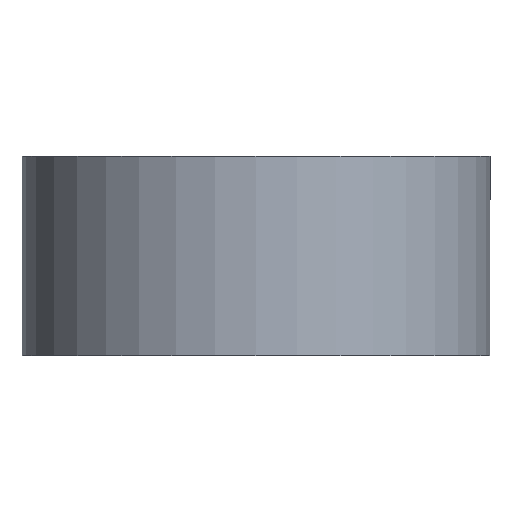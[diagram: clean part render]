
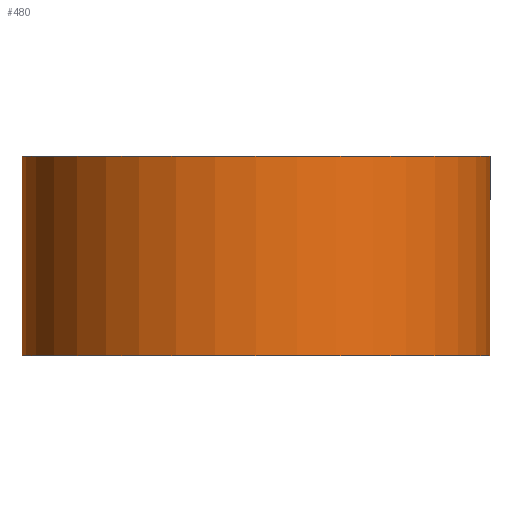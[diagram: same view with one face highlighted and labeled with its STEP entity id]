
A CAD part, left-side view. The second image highlights one B-rep face of the part: STEP entity #480.
In plain terms, the highlighted cylindrical face has radius 8.45 mm (diameter 16.9 mm), a partial arc.
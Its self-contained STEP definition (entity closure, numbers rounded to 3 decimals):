
#49=FACE_OUTER_BOUND('',#80,.T.);
#80=EDGE_LOOP('',(#365,#366,#367,#368));
#125=LINE('',#742,#175);
#129=LINE('',#750,#179);
#175=VECTOR('',#595,10.);
#179=VECTOR('',#601,10.);
#212=CIRCLE('',#521,8.45);
#215=CIRCLE('',#527,8.45);
#231=VERTEX_POINT('',#711);
#232=VERTEX_POINT('',#713);
#244=VERTEX_POINT('',#741);
#247=VERTEX_POINT('',#749);
#276=EDGE_CURVE('',#231,#232,#212,.T.);
#290=EDGE_CURVE('',#244,#232,#125,.T.);
#294=EDGE_CURVE('',#231,#247,#129,.T.);
#295=EDGE_CURVE('',#244,#247,#215,.T.);
#365=ORIENTED_EDGE('',*,*,#276,.F.);
#366=ORIENTED_EDGE('',*,*,#294,.T.);
#367=ORIENTED_EDGE('',*,*,#295,.F.);
#368=ORIENTED_EDGE('',*,*,#290,.T.);
#469=CYLINDRICAL_SURFACE('',#526,8.45);
#480=ADVANCED_FACE('',(#49),#469,.T.);
#521=AXIS2_PLACEMENT_3D('',#714,#574,#575);
#526=AXIS2_PLACEMENT_3D('',#748,#599,#600);
#527=AXIS2_PLACEMENT_3D('',#751,#602,#603);
#574=DIRECTION('center_axis',(0.,0.,-1.));
#575=DIRECTION('ref_axis',(-1.,0.,0.));
#595=DIRECTION('',(0.,0.,-1.));
#599=DIRECTION('center_axis',(0.,0.,-1.));
#600=DIRECTION('ref_axis',(-1.,0.,0.));
#601=DIRECTION('',(0.,0.,1.));
#602=DIRECTION('center_axis',(0.,0.,1.));
#603=DIRECTION('ref_axis',(-1.,0.,0.));
#711=CARTESIAN_POINT('',(-12.332,113.398,40.461));
#713=CARTESIAN_POINT('',(-12.332,130.298,40.461));
#714=CARTESIAN_POINT('Origin',(-12.306,121.848,40.461));
#741=CARTESIAN_POINT('',(-12.332,130.298,47.661));
#742=CARTESIAN_POINT('',(-12.332,130.298,47.661));
#748=CARTESIAN_POINT('Origin',(-12.306,121.848,47.661));
#749=CARTESIAN_POINT('',(-12.332,113.398,47.661));
#750=CARTESIAN_POINT('',(-12.332,113.398,19.968));
#751=CARTESIAN_POINT('Origin',(-12.306,121.848,47.661));
